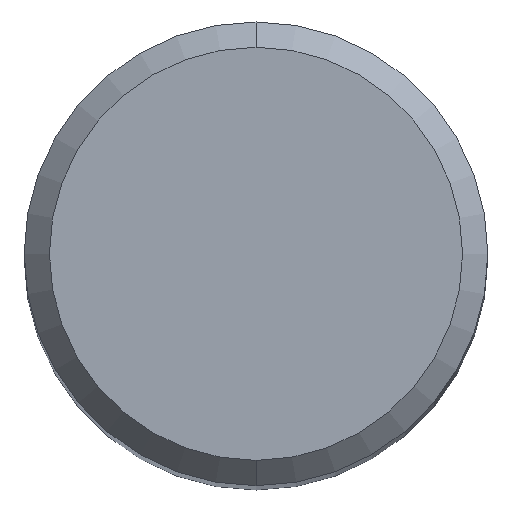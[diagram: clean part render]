
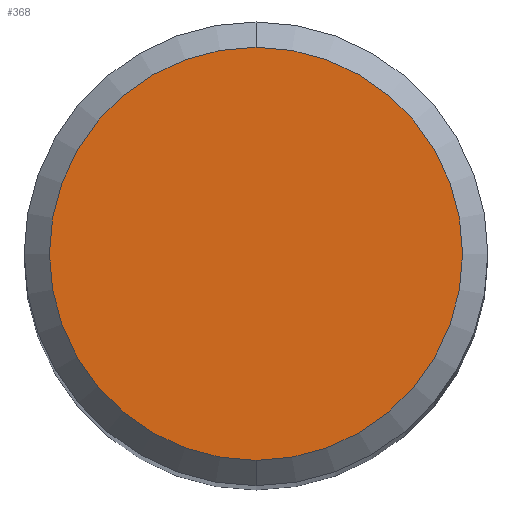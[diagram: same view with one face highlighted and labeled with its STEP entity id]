
A CAD part, top view. The second image highlights one B-rep face of the part: STEP entity #368.
In plain terms, the highlighted planar face has unit normal (0, 0, 1).
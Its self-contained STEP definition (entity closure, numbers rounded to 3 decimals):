
#262=VERTEX_POINT('',#574);
#278=EDGE_CURVE('',#344,#262,#591,.T.);
#318=EDGE_CURVE('',#262,#344,#634,.T.);
#344=VERTEX_POINT('',#662);
#368=ADVANCED_FACE('',(#688),#689,.T.);
#574=CARTESIAN_POINT('',(0.,-4.9,0.0));
#591=CIRCLE('',#1027,4.9);
#634=CIRCLE('',#1156,4.9);
#662=CARTESIAN_POINT('',(0.0,4.9,0.0));
#688=FACE_OUTER_BOUND('',#1268,.T.);
#689=PLANE('',#1269);
#1027=AXIS2_PLACEMENT_3D('',#1605,#1606,#1607);
#1156=AXIS2_PLACEMENT_3D('',#1643,#1644,#1645);
#1268=EDGE_LOOP('',(#1699,#1700));
#1269=AXIS2_PLACEMENT_3D('',#1701,#1702,#1703);
#1605=CARTESIAN_POINT('',(0.0,0.0,0.0));
#1606=DIRECTION('',(0.0,0.0,-1.0));
#1607=DIRECTION('',(0.0,1.0,0.0));
#1643=CARTESIAN_POINT('',(0.0,0.0,0.0));
#1644=DIRECTION('',(0.0,0.0,-1.0));
#1645=DIRECTION('',(0.0,1.0,0.0));
#1699=ORIENTED_EDGE('',*,*,#278,.F.);
#1700=ORIENTED_EDGE('',*,*,#318,.F.);
#1701=CARTESIAN_POINT('',(0.0,2.45,0.0));
#1702=DIRECTION('',(-0.0,0.0,1.0));
#1703=DIRECTION('',(0.0,-1.0,0.0));
